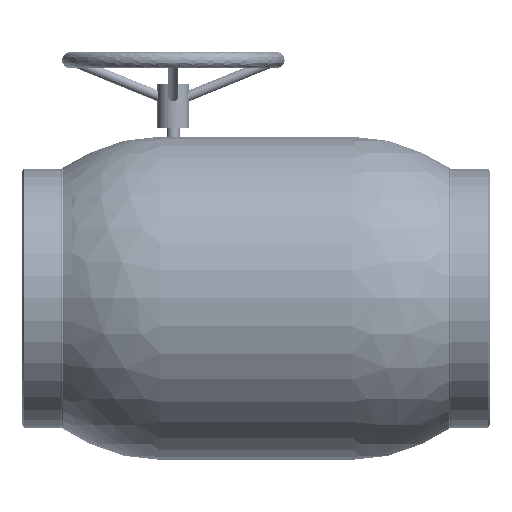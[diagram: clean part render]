
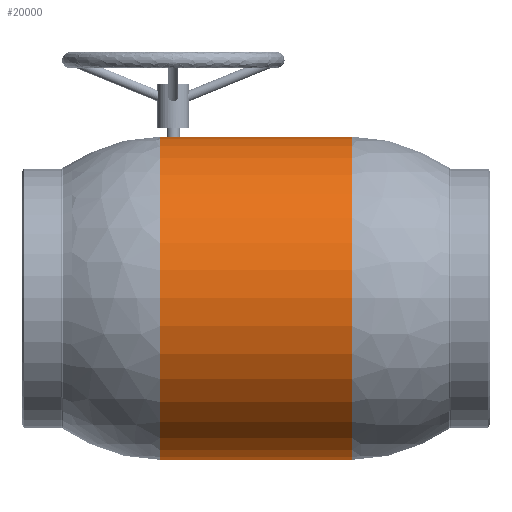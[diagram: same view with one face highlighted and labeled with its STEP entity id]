
A CAD part, front view. The second image highlights one B-rep face of the part: STEP entity #20000.
In plain terms, the highlighted cylindrical face has radius 254 mm (diameter 508 mm), a partial arc.
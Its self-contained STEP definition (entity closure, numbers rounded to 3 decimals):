
#711 = CARTESIAN_POINT ( 'NONE',  ( 151.189, 0., -254. ) ) ;
#1484 = CARTESIAN_POINT ( 'NONE',  ( -81.012, 0., -254. ) ) ;
#1588 = EDGE_CURVE ( 'NONE', #32347, #63729, #58362, .T. ) ;
#1830 = EDGE_CURVE ( 'NONE', #7129, #10300, #15759, .T. ) ;
#2331 = DIRECTION ( 'NONE',  ( -1., 0., 0. ) ) ;
#2630 = VERTEX_POINT ( 'NONE', #711 ) ;
#7051 = VECTOR ( 'NONE', #34505, 1000. ) ;
#7129 = VERTEX_POINT ( 'NONE', #55188 ) ;
#7588 = AXIS2_PLACEMENT_3D ( 'NONE', #24058, #46456, #29198 ) ;
#8074 = CARTESIAN_POINT ( 'NONE',  ( -81.012, 0., 254. ) ) ;
#8993 = DIRECTION ( 'NONE',  ( 0., 0., 1. ) ) ;
#9523 = AXIS2_PLACEMENT_3D ( 'NONE', #66582, #54857, #38310 ) ;
#10300 = VERTEX_POINT ( 'NONE', #32719 ) ;
#11043 = VECTOR ( 'NONE', #57286, 1000. ) ;
#15759 = CIRCLE ( 'NONE', #7588, 254. ) ;
#18378 = AXIS2_PLACEMENT_3D ( 'NONE', #68750, #2331, #47103 ) ;
#18693 = LINE ( 'NONE', #1484, #7051 ) ;
#19991 = EDGE_CURVE ( 'NONE', #62822, #32347, #51708, .T. ) ;
#20000 = ADVANCED_FACE ( 'NONE', ( #60370 ), #65865, .T. ) ;
#24058 = CARTESIAN_POINT ( 'NONE',  ( -151.189, 0., 0. ) ) ;
#27355 = DIRECTION ( 'NONE',  ( 0., 0., 1. ) ) ;
#29198 = DIRECTION ( 'NONE',  ( 0., 0., 1. ) ) ;
#32214 = EDGE_CURVE ( 'NONE', #2630, #62822, #59434, .T. ) ;
#32347 = VERTEX_POINT ( 'NONE', #32736 ) ;
#32719 = CARTESIAN_POINT ( 'NONE',  ( -151.189, -254., 0. ) ) ;
#32736 = CARTESIAN_POINT ( 'NONE',  ( 151.189, 0., 254. ) ) ;
#34505 = DIRECTION ( 'NONE',  ( -1., 0., 0. ) ) ;
#37809 = ORIENTED_EDGE ( 'NONE', *, *, #32214, .T. ) ;
#38310 = DIRECTION ( 'NONE',  ( 0., 0., 1. ) ) ;
#39157 = EDGE_CURVE ( 'NONE', #2630, #7129, #18693, .T. ) ;
#42738 = CARTESIAN_POINT ( 'NONE',  ( 151.189, 0., 0. ) ) ;
#43014 = ORIENTED_EDGE ( 'NONE', *, *, #69195, .F. ) ;
#44666 = EDGE_LOOP ( 'NONE', ( #65266, #37809, #55259, #62273, #43014, #45211 ) ) ;
#45211 = ORIENTED_EDGE ( 'NONE', *, *, #1830, .F. ) ;
#46456 = DIRECTION ( 'NONE',  ( -1., 0., 0. ) ) ;
#47103 = DIRECTION ( 'NONE',  ( 0., 0., 1. ) ) ;
#47456 = CARTESIAN_POINT ( 'NONE',  ( 151.189, -254., 0. ) ) ;
#47914 = DIRECTION ( 'NONE',  ( -1., 0., 0. ) ) ;
#49454 = AXIS2_PLACEMENT_3D ( 'NONE', #71741, #60409, #27355 ) ;
#51708 = CIRCLE ( 'NONE', #61104, 254. ) ;
#54857 = DIRECTION ( 'NONE',  ( -1., 0., 0. ) ) ;
#55163 = CARTESIAN_POINT ( 'NONE',  ( -151.189, 0., 254. ) ) ;
#55188 = CARTESIAN_POINT ( 'NONE',  ( -151.189, 0., -254. ) ) ;
#55259 = ORIENTED_EDGE ( 'NONE', *, *, #19991, .T. ) ;
#57286 = DIRECTION ( 'NONE',  ( -1., 0., 0. ) ) ;
#58362 = LINE ( 'NONE', #8074, #11043 ) ;
#59434 = CIRCLE ( 'NONE', #18378, 254. ) ;
#60052 = CIRCLE ( 'NONE', #49454, 254. ) ;
#60370 = FACE_OUTER_BOUND ( 'NONE', #44666, .T. ) ;
#60409 = DIRECTION ( 'NONE',  ( -1., 0., 0. ) ) ;
#61104 = AXIS2_PLACEMENT_3D ( 'NONE', #42738, #47914, #8993 ) ;
#62273 = ORIENTED_EDGE ( 'NONE', *, *, #1588, .T. ) ;
#62822 = VERTEX_POINT ( 'NONE', #47456 ) ;
#63729 = VERTEX_POINT ( 'NONE', #55163 ) ;
#65266 = ORIENTED_EDGE ( 'NONE', *, *, #39157, .F. ) ;
#65865 = CYLINDRICAL_SURFACE ( 'NONE', #9523, 254. ) ;
#66582 = CARTESIAN_POINT ( 'NONE',  ( -81.012, 0., 0. ) ) ;
#68750 = CARTESIAN_POINT ( 'NONE',  ( 151.189, 0., 0. ) ) ;
#69195 = EDGE_CURVE ( 'NONE', #10300, #63729, #60052, .T. ) ;
#71741 = CARTESIAN_POINT ( 'NONE',  ( -151.189, 0., 0. ) ) ;
